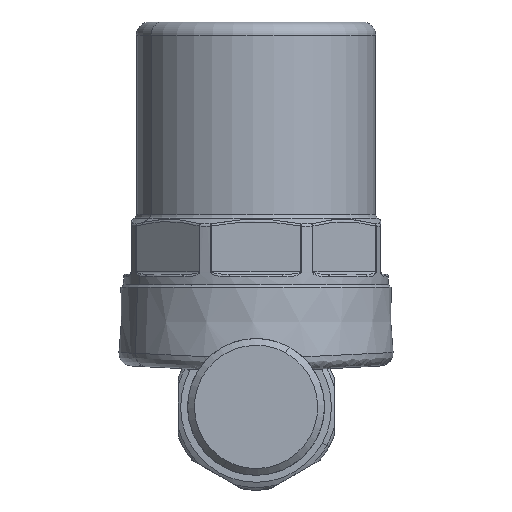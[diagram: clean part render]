
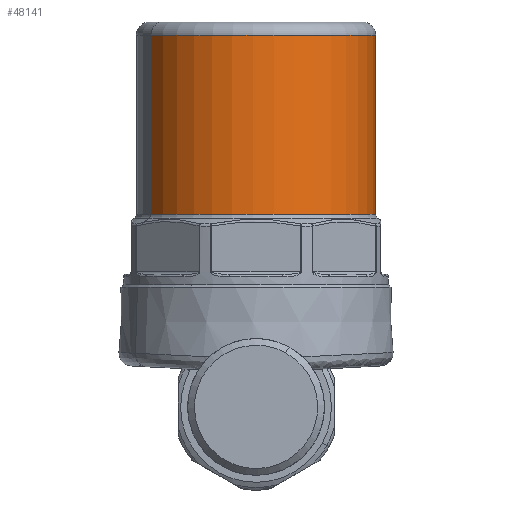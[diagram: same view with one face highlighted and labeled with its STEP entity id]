
A CAD part, left-side view. The second image highlights one B-rep face of the part: STEP entity #48141.
In plain terms, the highlighted cylindrical face has radius 23 mm (diameter 46 mm), a partial arc.
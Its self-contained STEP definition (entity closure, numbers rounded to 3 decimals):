
#48044=CARTESIAN_POINT('Axis2P3D Location',(0.,0.,14.077)) ;
#48048=CARTESIAN_POINT('Vertex',(11.027,-20.184,14.077)) ;
#48050=CARTESIAN_POINT('Vertex',(-11.027,20.184,14.077)) ;
#48111=CARTESIAN_POINT('Axis2P3D Location',(0.,0.,19.)) ;
#48116=CARTESIAN_POINT('Line Origine',(11.027,-20.184,32.25)) ;
#48120=CARTESIAN_POINT('Vertex',(11.027,-20.184,48.5)) ;
#48123=CARTESIAN_POINT('Axis2P3D Location',(0.,0.,48.5)) ;
#48127=CARTESIAN_POINT('Vertex',(-11.027,20.184,48.5)) ;
#48130=CARTESIAN_POINT('Line Origine',(-11.027,20.184,32.25)) ;
#48118=VECTOR('Line Direction',#48117,1.) ;
#48132=VECTOR('Line Direction',#48131,1.) ;
#48045=DIRECTION('Axis2P3D Direction',(0.,0.,-1.)) ;
#48112=DIRECTION('Axis2P3D Direction',(0.,0.,1.)) ;
#48113=DIRECTION('Axis2P3D XDirection',(0.479,-0.878,0.)) ;
#48117=DIRECTION('Vector Direction',(0.,0.,1.)) ;
#48124=DIRECTION('Axis2P3D Direction',(0.,0.,1.)) ;
#48131=DIRECTION('Vector Direction',(0.,0.,1.)) ;
#48046=AXIS2_PLACEMENT_3D('Circle Axis2P3D',#48044,#48045,$) ;
#48114=AXIS2_PLACEMENT_3D('Cylinder Axis2P3D',#48111,#48112,#48113) ;
#48125=AXIS2_PLACEMENT_3D('Circle Axis2P3D',#48123,#48124,$) ;
#48119=LINE('Line',#48116,#48118) ;
#48133=LINE('Line',#48130,#48132) ;
#48047=CIRCLE('generated circle',#48046,23.) ;
#48126=CIRCLE('generated circle',#48125,23.) ;
#48115=CYLINDRICAL_SURFACE('generated cylinder',#48114,23.) ;
#48052=EDGE_CURVE('',#48049,#48051,#48047,.T.) ;
#48122=EDGE_CURVE('',#48121,#48049,#48119,.F.) ;
#48129=EDGE_CURVE('',#48128,#48121,#48126,.T.) ;
#48134=EDGE_CURVE('',#48128,#48051,#48133,.F.) ;
#48136=ORIENTED_EDGE('',*,*,#48122,.F.) ;
#48137=ORIENTED_EDGE('',*,*,#48129,.F.) ;
#48138=ORIENTED_EDGE('',*,*,#48134,.T.) ;
#48139=ORIENTED_EDGE('',*,*,#48052,.F.) ;
#48135=EDGE_LOOP('',(#48136,#48137,#48138,#48139)) ;
#48049=VERTEX_POINT('',#48048) ;
#48051=VERTEX_POINT('',#48050) ;
#48121=VERTEX_POINT('',#48120) ;
#48128=VERTEX_POINT('',#48127) ;
#48141=ADVANCED_FACE('PartBody',(#48140),#48115,.T.) ;
#48140=FACE_OUTER_BOUND('',#48135,.T.) ;
